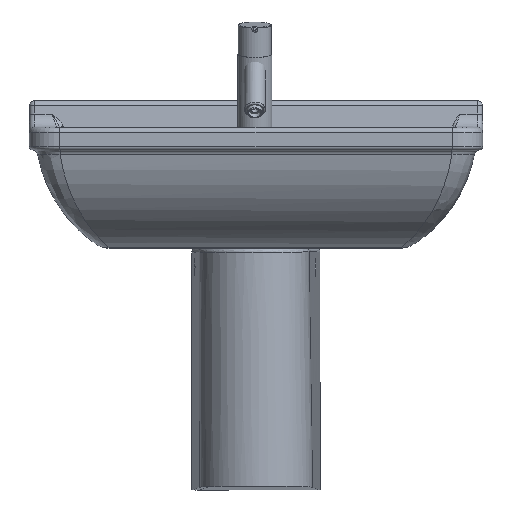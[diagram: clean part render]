
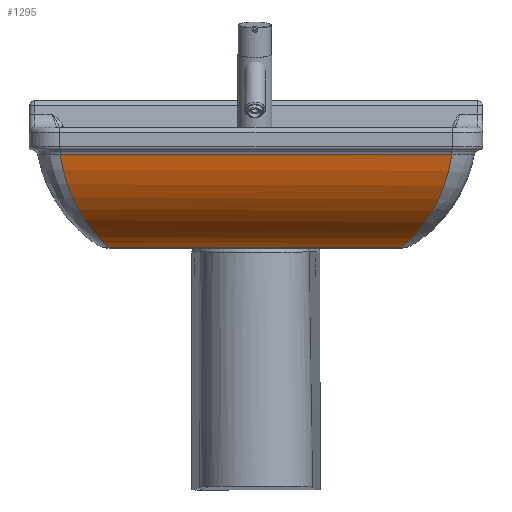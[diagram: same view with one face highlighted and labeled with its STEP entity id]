
A CAD part, front view. The second image highlights one B-rep face of the part: STEP entity #1295.
In plain terms, the highlighted cylindrical face has radius 152.328 mm (diameter 304.657 mm), a partial arc.
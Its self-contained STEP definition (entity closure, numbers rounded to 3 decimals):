
#647=CARTESIAN_POINT('',(-2.198,-410.664,134.153));
#648=VERTEX_POINT('',#647);
#721=CARTESIAN_POINT('',(516.592,-410.664,134.153));
#722=VERTEX_POINT('',#721);
#739=CARTESIAN_POINT('',(-2.198,-410.664,134.153));
#740=DIRECTION('',(1.0,0.0,0.0));
#741=VECTOR('',#740,518.79);
#742=LINE('',#739,#741);
#743=EDGE_CURVE('',#648,#722,#742,.T.);
#1215=CARTESIAN_POINT('',(448.927,-294.553,10.763));
#1216=VERTEX_POINT('',#1215);
#1217=CARTESIAN_POINT('',(516.592,-410.664,134.153));
#1218=CARTESIAN_POINT('',(516.012,-410.041,130.419));
#1219=CARTESIAN_POINT('',(514.925,-408.806,124.416));
#1220=CARTESIAN_POINT('',(513.379,-406.938,117.466));
#1221=CARTESIAN_POINT('',(512.296,-405.595,113.07));
#1222=CARTESIAN_POINT('',(510.205,-402.963,105.101));
#1223=CARTESIAN_POINT('',(507.227,-399.072,95.659));
#1224=CARTESIAN_POINT('',(502.19,-392.231,82.479));
#1225=CARTESIAN_POINT('',(498.286,-386.756,73.871));
#1226=CARTESIAN_POINT('',(494.765,-381.676,66.994));
#1227=CARTESIAN_POINT('',(489.99,-374.711,58.096));
#1228=CARTESIAN_POINT('',(481.685,-362.14,44.922));
#1229=CARTESIAN_POINT('',(472.684,-347.222,33.686));
#1230=CARTESIAN_POINT('',(467.324,-337.474,27.79));
#1231=CARTESIAN_POINT('',(465.402,-333.862,25.754));
#1232=CARTESIAN_POINT('',(462.534,-328.347,22.792));
#1233=CARTESIAN_POINT('',(458.322,-319.724,18.713));
#1234=CARTESIAN_POINT('',(453.156,-307.534,14.16));
#1235=CARTESIAN_POINT('',(450.213,-298.957,11.776));
#1236=CARTESIAN_POINT('',(448.927,-294.553,10.763));
#1237=B_SPLINE_CURVE_WITH_KNOTS('',3,(#1217,#1218,#1219,#1220,#1221,#1222,#1223,#1224,#1225,#1226,#1227,#1228,#1229,#1230,#1231,#1232,#1233,#1234,#1235,#1236),.UNSPECIFIED.,.F.,.U.,(4,1,1,1,1,1,1,1,1,1,1,1,1,1,1,1,1,4),(-43.232,-42.312,-41.736,-41.447,-41.159,-39.621,-38.852,-37.313,-36.929,-36.544,-34.237,-31.93,-31.353,-31.065,-30.776,-29.623,-28.469,-27.316),.UNSPECIFIED.);
#1238=EDGE_CURVE('',#722,#1216,#1237,.T.);
#1251=CARTESIAN_POINT('',(547.199,-260.411,159.216));
#1252=DIRECTION('',(-1.0,0.0,0.0));
#1253=DIRECTION('',(0.0,0.992,0.126));
#1254=AXIS2_PLACEMENT_3D('',#1251,#1252,#1253);
#1255=CYLINDRICAL_SURFACE('',#1254,152.329);
#1256=ORIENTED_EDGE('',*,*,#743,.F.);
#1257=CARTESIAN_POINT('',(62.652,-294.553,10.763));
#1258=VERTEX_POINT('',#1257);
#1259=CARTESIAN_POINT('',(62.652,-294.553,10.763));
#1260=CARTESIAN_POINT('',(62.059,-296.757,11.27));
#1261=CARTESIAN_POINT('',(60.785,-301.111,12.375));
#1262=CARTESIAN_POINT('',(57.935,-309.603,14.931));
#1263=CARTESIAN_POINT('',(54.441,-318.447,18.238));
#1264=CARTESIAN_POINT('',(50.958,-326.221,21.786));
#1265=CARTESIAN_POINT('',(48.569,-331.241,24.335));
#1266=CARTESIAN_POINT('',(46.756,-334.917,26.33));
#1267=CARTESIAN_POINT('',(44.917,-338.526,28.419));
#1268=CARTESIAN_POINT('',(39.949,-347.985,34.246));
#1269=CARTESIAN_POINT('',(32.914,-360.177,43.466));
#1270=CARTESIAN_POINT('',(25.473,-372.049,55.311));
#1271=CARTESIAN_POINT('',(21.319,-378.414,62.814));
#1272=CARTESIAN_POINT('',(19.012,-381.884,67.268));
#1273=CARTESIAN_POINT('',(16.741,-385.259,71.859));
#1274=CARTESIAN_POINT('',(13.986,-389.279,77.839));
#1275=CARTESIAN_POINT('',(10.326,-394.493,86.641));
#1276=CARTESIAN_POINT('',(6.487,-399.792,97.269));
#1277=CARTESIAN_POINT('',(3.364,-403.923,107.791));
#1278=CARTESIAN_POINT('',(1.196,-406.674,116.475));
#1279=CARTESIAN_POINT('',(-0.269,-408.468,123.168));
#1280=CARTESIAN_POINT('',(-1.381,-409.766,129.086));
#1281=CARTESIAN_POINT('',(-1.985,-410.434,132.774));
#1282=CARTESIAN_POINT('',(-2.198,-410.664,134.153));
#1283=B_SPLINE_CURVE_WITH_KNOTS('',3,(#1259,#1260,#1261,#1262,#1263,#1264,#1265,#1266,#1267,#1268,#1269,#1270,#1271,#1272,#1273,#1274,#1275,#1276,#1277,#1278,#1279,#1280,#1281,#1282),.UNSPECIFIED.,.F.,.U.,(4,1,1,1,1,1,1,1,1,1,1,1,1,1,1,1,1,1,1,1,1,4),(-102.79,-102.218,-101.646,-100.501,-99.738,-99.356,-98.975,-98.593,-98.212,-95.922,-94.396,-93.633,-93.252,-92.87,-92.107,-91.344,-90.199,-89.055,-88.482,-87.91,-87.338,-86.998),.UNSPECIFIED.);
#1284=EDGE_CURVE('',#1258,#648,#1283,.T.);
#1285=ORIENTED_EDGE('',*,*,#1284,.F.);
#1286=CARTESIAN_POINT('',(448.927,-294.553,10.763));
#1287=DIRECTION('',(-1.0,0.0,0.0));
#1288=VECTOR('',#1287,386.275);
#1289=LINE('',#1286,#1288);
#1290=EDGE_CURVE('',#1216,#1258,#1289,.T.);
#1291=ORIENTED_EDGE('',*,*,#1290,.F.);
#1292=ORIENTED_EDGE('',*,*,#1238,.F.);
#1293=EDGE_LOOP('',(#1256,#1285,#1291,#1292));
#1294=FACE_OUTER_BOUND('',#1293,.T.);
#1295=ADVANCED_FACE('',(#1294),#1255,.T.);
